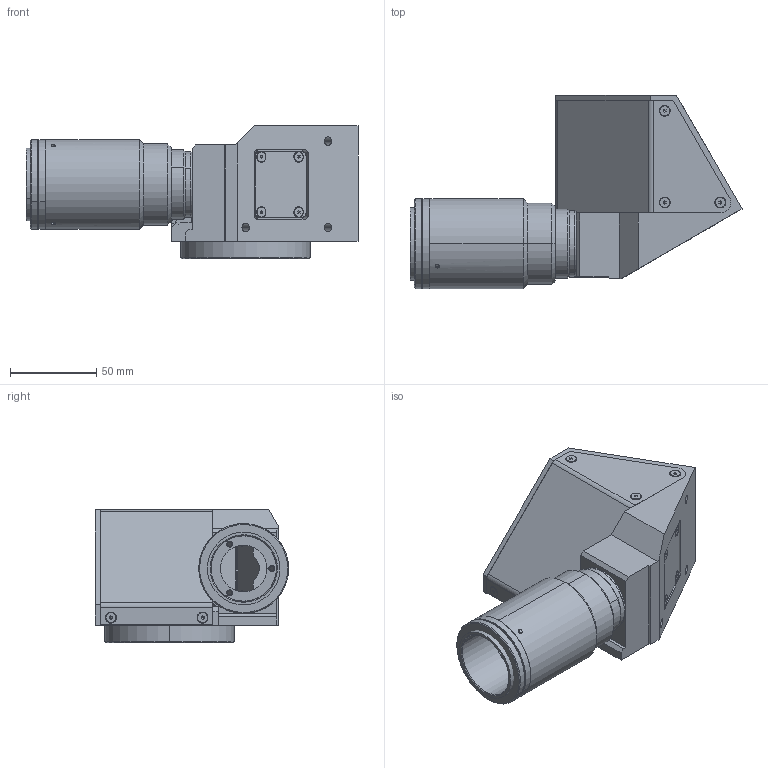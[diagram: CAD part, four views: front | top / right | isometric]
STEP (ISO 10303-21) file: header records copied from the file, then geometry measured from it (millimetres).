
FILE_DESCRIPTION (( 'STEP AP203' ), '1' );
FILE_NAME ('DP24018-C_TCCR4M048-E.step', '2022-02-18T08:46:04', ( '' ), ( '' ), 'SwSTEP 2.0', 'SolidWorks 2021', '' );
FILE_SCHEMA (( 'CONFIG_CONTROL_DESIGN' ));
Length unit declared in the file: millimetre
Products named in the file (1): DP24018-C_TCCR4M048-E
Bounding box: 192.06 x 111.82 x 77.19 mm (x, y, z)
Surface area: 80040.2 mm2 (no closed solid volume)
Topology: 0 solids, 42 shells, 303 faces, 1021 edges, 730 vertices
Faces by surface type: plane 132, cylinder 101, cone 68, sphere 2
Entity records: 11242 total; most frequent: CARTESIAN_POINT 2296, DIRECTION 1955, ORIENTED_EDGE 1512, EDGE_CURVE 995, VERTEX_POINT 730, AXIS2_PLACEMENT_3D 677, VECTOR 601, LINE 601
